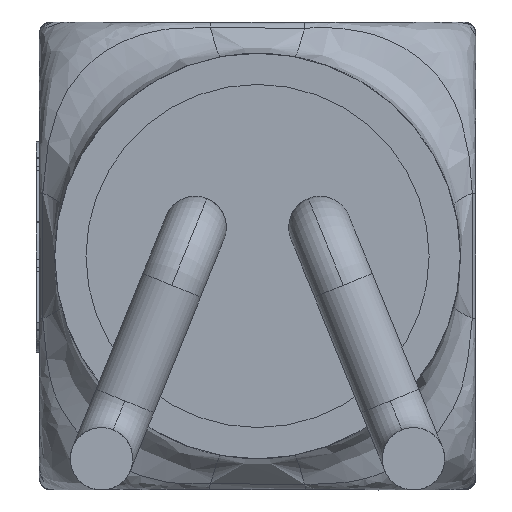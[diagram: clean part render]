
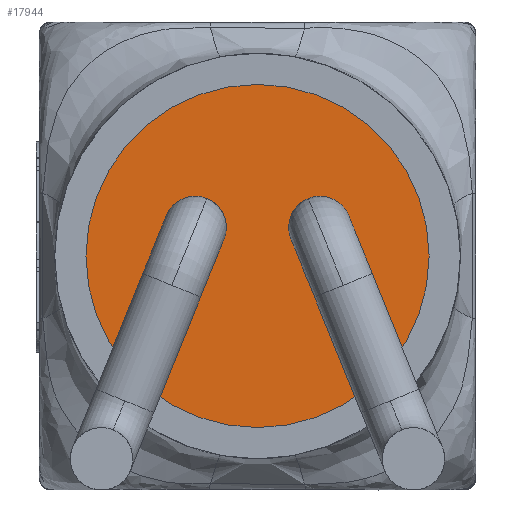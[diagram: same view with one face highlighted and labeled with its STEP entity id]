
A CAD part, left-side view. The second image highlights one B-rep face of the part: STEP entity #17944.
In plain terms, the highlighted planar face has unit normal (-1, 0, 0).
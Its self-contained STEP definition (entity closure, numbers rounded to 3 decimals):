
#172 = AXIS2_PLACEMENT_3D ( 'NONE', #3600, #16191, #18386 ) ;
#654 = CIRCLE ( 'NONE', #16119, 0.1 ) ;
#1266 = CARTESIAN_POINT ( 'NONE',  ( -1.75, 0., 0. ) ) ;
#2547 = ORIENTED_EDGE ( 'NONE', *, *, #23964, .T. ) ;
#3517 = CARTESIAN_POINT ( 'NONE',  ( -1.75, -0.2, 0.192 ) ) ;
#3600 = CARTESIAN_POINT ( 'NONE',  ( -1.75, 0., 0. ) ) ;
#3985 = AXIS2_PLACEMENT_3D ( 'NONE', #12908, #8641, #15246 ) ;
#4282 = ORIENTED_EDGE ( 'NONE', *, *, #19288, .T. ) ;
#4636 = EDGE_CURVE ( 'NONE', #25124, #15280, #15912, .T. ) ;
#4864 = AXIS2_PLACEMENT_3D ( 'NONE', #5435, #22456, #15784 ) ;
#5093 = AXIS2_PLACEMENT_3D ( 'NONE', #21158, #8576, #19468 ) ;
#5332 = CARTESIAN_POINT ( 'NONE',  ( -1.75, 0.55, 0. ) ) ;
#5435 = CARTESIAN_POINT ( 'NONE',  ( -1.75, -0.2, 0.092 ) ) ;
#6658 = CARTESIAN_POINT ( 'NONE',  ( -1.75, -0.55, 0. ) ) ;
#6679 = DIRECTION ( 'NONE',  ( 1., 0., 0. ) ) ;
#7089 = CIRCLE ( 'NONE', #4864, 0.1 ) ;
#7245 = FACE_BOUND ( 'NONE', #9984, .T. ) ;
#8576 = DIRECTION ( 'NONE',  ( -1., 0., 0. ) ) ;
#8641 = DIRECTION ( 'NONE',  ( 1., 0., 0. ) ) ;
#9423 = CARTESIAN_POINT ( 'NONE',  ( -1.75, -0.2, -0.008 ) ) ;
#9984 = EDGE_LOOP ( 'NONE', ( #26129, #12183 ) ) ;
#10597 = DIRECTION ( 'NONE',  ( 0., 0., 1. ) ) ;
#10718 = ORIENTED_EDGE ( 'NONE', *, *, #16054, .T. ) ;
#11587 = EDGE_LOOP ( 'NONE', ( #10718, #4282 ) ) ;
#12108 = CIRCLE ( 'NONE', #172, 0.55 ) ;
#12183 = ORIENTED_EDGE ( 'NONE', *, *, #4636, .T. ) ;
#12645 = CARTESIAN_POINT ( 'NONE',  ( -1.75, 0.2, 0.092 ) ) ;
#12908 = CARTESIAN_POINT ( 'NONE',  ( -1.75, 0.2, 0.092 ) ) ;
#13579 = PLANE ( 'NONE',  #17605 ) ;
#13622 = CARTESIAN_POINT ( 'NONE',  ( -1.75, 0.2, -0.008 ) ) ;
#14777 = EDGE_CURVE ( 'NONE', #25065, #25132, #25456, .T. ) ;
#15246 = DIRECTION ( 'NONE',  ( 0., 0., 1. ) ) ;
#15280 = VERTEX_POINT ( 'NONE', #13622 ) ;
#15623 = EDGE_CURVE ( 'NONE', #15280, #25124, #20521, .T. ) ;
#15784 = DIRECTION ( 'NONE',  ( 0., 0., 1. ) ) ;
#15912 = CIRCLE ( 'NONE', #3985, 0.1 ) ;
#16054 = EDGE_CURVE ( 'NONE', #19938, #17661, #654, .T. ) ;
#16119 = AXIS2_PLACEMENT_3D ( 'NONE', #21474, #6679, #23567 ) ;
#16191 = DIRECTION ( 'NONE',  ( -1., 0., 0. ) ) ;
#16934 = ORIENTED_EDGE ( 'NONE', *, *, #14777, .T. ) ;
#17605 = AXIS2_PLACEMENT_3D ( 'NONE', #1266, #21919, #21867 ) ;
#17661 = VERTEX_POINT ( 'NONE', #3517 ) ;
#17944 = ADVANCED_FACE ( 'NONE', ( #24012, #7245, #18143 ), #13579, .T. ) ;
#18143 = FACE_OUTER_BOUND ( 'NONE', #23039, .T. ) ;
#18386 = DIRECTION ( 'NONE',  ( 0., -1., 0. ) ) ;
#19288 = EDGE_CURVE ( 'NONE', #17661, #19938, #7089, .T. ) ;
#19347 = CARTESIAN_POINT ( 'NONE',  ( -1.75, 0.2, 0.192 ) ) ;
#19468 = DIRECTION ( 'NONE',  ( 0., -1., 0. ) ) ;
#19938 = VERTEX_POINT ( 'NONE', #9423 ) ;
#20521 = CIRCLE ( 'NONE', #24091, 0.1 ) ;
#21158 = CARTESIAN_POINT ( 'NONE',  ( -1.75, 0., 0. ) ) ;
#21474 = CARTESIAN_POINT ( 'NONE',  ( -1.75, -0.2, 0.092 ) ) ;
#21867 = DIRECTION ( 'NONE',  ( 0., -1., 0. ) ) ;
#21919 = DIRECTION ( 'NONE',  ( -1., 0., 0. ) ) ;
#22456 = DIRECTION ( 'NONE',  ( 1., 0., 0. ) ) ;
#23039 = EDGE_LOOP ( 'NONE', ( #2547, #16934 ) ) ;
#23567 = DIRECTION ( 'NONE',  ( 0., 0., 1. ) ) ;
#23597 = DIRECTION ( 'NONE',  ( 1., 0., 0. ) ) ;
#23964 = EDGE_CURVE ( 'NONE', #25132, #25065, #12108, .T. ) ;
#24012 = FACE_BOUND ( 'NONE', #11587, .T. ) ;
#24091 = AXIS2_PLACEMENT_3D ( 'NONE', #12645, #23597, #10597 ) ;
#25065 = VERTEX_POINT ( 'NONE', #5332 ) ;
#25124 = VERTEX_POINT ( 'NONE', #19347 ) ;
#25132 = VERTEX_POINT ( 'NONE', #6658 ) ;
#25456 = CIRCLE ( 'NONE', #5093, 0.55 ) ;
#26129 = ORIENTED_EDGE ( 'NONE', *, *, #15623, .T. ) ;
